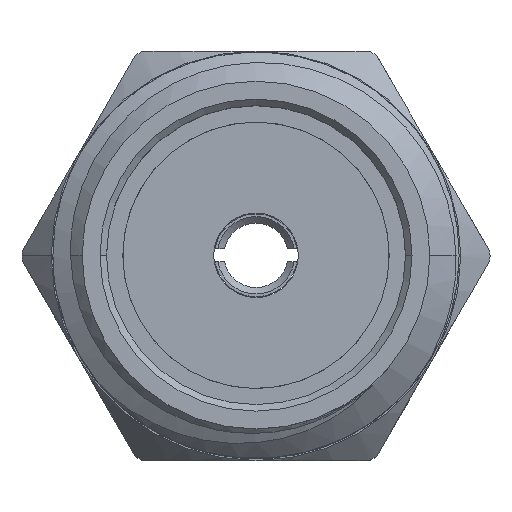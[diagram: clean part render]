
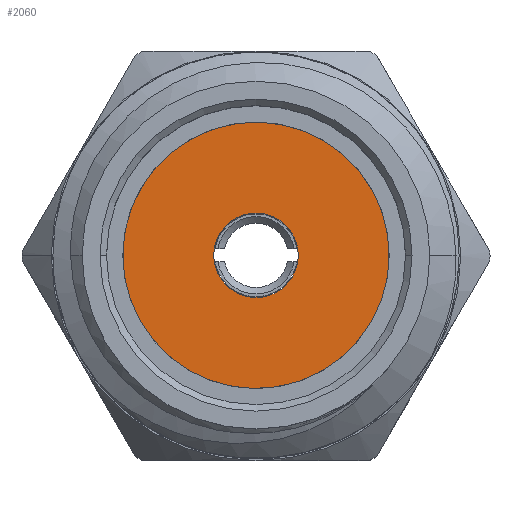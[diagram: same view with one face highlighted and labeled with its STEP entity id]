
A CAD part, top view. The second image highlights one B-rep face of the part: STEP entity #2060.
In plain terms, the highlighted planar face has unit normal (0, 0, 1).
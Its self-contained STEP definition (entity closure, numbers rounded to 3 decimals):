
#16 = EDGE_CURVE ( 'NONE', #407, #2309, #2801, .T. ) ;
#99 = DIRECTION ( 'NONE',  ( 0., 0., 1. ) ) ;
#171 = AXIS2_PLACEMENT_3D ( 'NONE', #2307, #99, #2006 ) ;
#236 = EDGE_CURVE ( 'NONE', #2309, #407, #545, .T. ) ;
#275 = ORIENTED_EDGE ( 'NONE', *, *, #1575, .T. ) ;
#396 = DIRECTION ( 'NONE',  ( -0.797, -0.603, 0. ) ) ;
#403 = VERTEX_POINT ( 'NONE', #812 ) ;
#407 = VERTEX_POINT ( 'NONE', #588 ) ;
#408 = DIRECTION ( 'NONE',  ( -0.797, -0.603, 0. ) ) ;
#545 = CIRCLE ( 'NONE', #3165, 2.05 ) ;
#575 = AXIS2_PLACEMENT_3D ( 'NONE', #2708, #1207, #2663 ) ;
#588 = CARTESIAN_POINT ( 'NONE',  ( -1.635, -1.237, -2. ) ) ;
#613 = EDGE_LOOP ( 'NONE', ( #2655, #2141 ) ) ;
#629 = CIRCLE ( 'NONE', #2574, 0.65 ) ;
#698 = CARTESIAN_POINT ( 'NONE',  ( 0., 0., -2. ) ) ;
#812 = CARTESIAN_POINT ( 'NONE',  ( 0.518, 0.392, -2. ) ) ;
#894 = EDGE_LOOP ( 'NONE', ( #2320, #275 ) ) ;
#956 = AXIS2_PLACEMENT_3D ( 'NONE', #698, #1935, #3168 ) ;
#1122 = CARTESIAN_POINT ( 'NONE',  ( -0.518, -0.392, -2. ) ) ;
#1204 = VERTEX_POINT ( 'NONE', #1122 ) ;
#1207 = DIRECTION ( 'NONE',  ( 0., 0., -1. ) ) ;
#1346 = CARTESIAN_POINT ( 'NONE',  ( 1.635, 1.237, -2. ) ) ;
#1529 = PLANE ( 'NONE',  #171 ) ;
#1575 = EDGE_CURVE ( 'NONE', #403, #1204, #629, .T. ) ;
#1582 = DIRECTION ( 'NONE',  ( 0., 0., -1. ) ) ;
#1588 = CIRCLE ( 'NONE', #575, 0.65 ) ;
#1721 = EDGE_CURVE ( 'NONE', #1204, #403, #1588, .T. ) ;
#1935 = DIRECTION ( 'NONE',  ( 0., 0., -1. ) ) ;
#2006 = DIRECTION ( 'NONE',  ( 0.797, 0.603, 0. ) ) ;
#2060 = ADVANCED_FACE ( 'NONE', ( #2261, #2559 ), #1529, .T. ) ;
#2141 = ORIENTED_EDGE ( 'NONE', *, *, #236, .F. ) ;
#2261 = FACE_BOUND ( 'NONE', #894, .T. ) ;
#2307 = CARTESIAN_POINT ( 'NONE',  ( -0.392, 0.518, -2. ) ) ;
#2309 = VERTEX_POINT ( 'NONE', #1346 ) ;
#2320 = ORIENTED_EDGE ( 'NONE', *, *, #1721, .T. ) ;
#2559 = FACE_OUTER_BOUND ( 'NONE', #613, .T. ) ;
#2574 = AXIS2_PLACEMENT_3D ( 'NONE', #2632, #3104, #396 ) ;
#2600 = CARTESIAN_POINT ( 'NONE',  ( 0., 0., -2. ) ) ;
#2632 = CARTESIAN_POINT ( 'NONE',  ( 0., 0., -2. ) ) ;
#2655 = ORIENTED_EDGE ( 'NONE', *, *, #16, .F. ) ;
#2663 = DIRECTION ( 'NONE',  ( -0.797, -0.603, 0. ) ) ;
#2708 = CARTESIAN_POINT ( 'NONE',  ( 0., 0., -2. ) ) ;
#2801 = CIRCLE ( 'NONE', #956, 2.05 ) ;
#3104 = DIRECTION ( 'NONE',  ( 0., 0., -1. ) ) ;
#3165 = AXIS2_PLACEMENT_3D ( 'NONE', #2600, #1582, #408 ) ;
#3168 = DIRECTION ( 'NONE',  ( -0.797, -0.603, 0. ) ) ;
